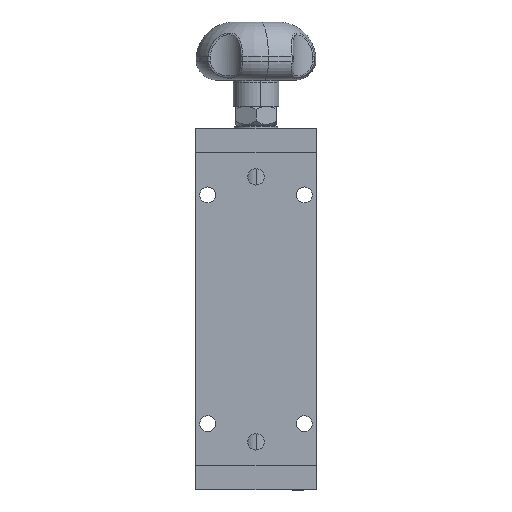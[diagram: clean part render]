
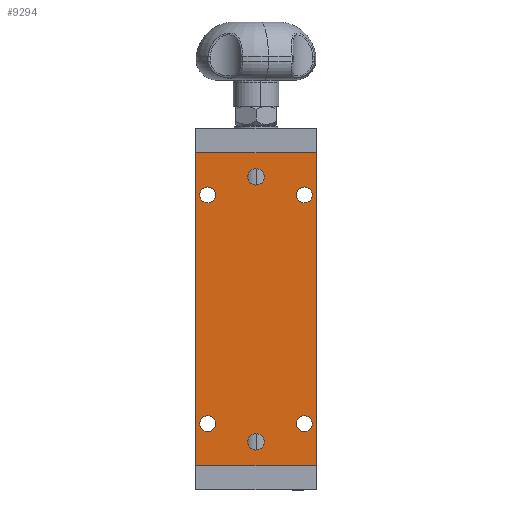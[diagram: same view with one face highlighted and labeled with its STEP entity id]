
A CAD part, front view. The second image highlights one B-rep face of the part: STEP entity #9294.
In plain terms, the highlighted planar face has unit normal (0, -1, 0).
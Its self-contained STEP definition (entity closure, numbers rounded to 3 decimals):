
#1805 = DIRECTION ( 'NONE',  ( 0., 1., 0. ) ) ;
#1812 = DIRECTION ( 'NONE',  ( 0., 0., 1. ) ) ;
#1851 = CARTESIAN_POINT ( 'NONE',  ( -88.61, -81.075, -93.376 ) ) ;
#1854 = DIRECTION ( 'NONE',  ( 0., 0., 1. ) ) ;
#1895 = DIRECTION ( 'NONE',  ( 0., 1., 0. ) ) ;
#1911 = DIRECTION ( 'NONE',  ( 0., 0., 1. ) ) ;
#1917 = CARTESIAN_POINT ( 'NONE',  ( -83.61, -81.075, 19.124 ) ) ;
#1952 = CARTESIAN_POINT ( 'NONE',  ( -83.61, -81.075, 19.124 ) ) ;
#1987 = VERTEX_POINT ( 'NONE', #3781 ) ;
#1995 = VERTEX_POINT ( 'NONE', #3789 ) ;
#1996 = VERTEX_POINT ( 'NONE', #3790 ) ;
#1997 = VERTEX_POINT ( 'NONE', #3833 ) ;
#1998 = VERTEX_POINT ( 'NONE', #3791 ) ;
#1999 = VERTEX_POINT ( 'NONE', #3844 ) ;
#2000 = VERTEX_POINT ( 'NONE', #3847 ) ;
#2010 = CIRCLE ( 'NONE', #8741, 3.3 ) ;
#2264 = VERTEX_POINT ( 'NONE', #3779 ) ;
#2276 = CIRCLE ( 'NONE', #8688, 3.4 ) ;
#2289 = CIRCLE ( 'NONE', #8690, 3.3 ) ;
#2315 = CIRCLE ( 'NONE', #8703, 3.3 ) ;
#2322 = CIRCLE ( 'NONE', #8706, 3.3 ) ;
#2358 = CIRCLE ( 'NONE', #8718, 3.3 ) ;
#2403 = LINE ( 'NONE', #1851, #2410 ) ;
#2410 = VECTOR ( 'NONE', #1854, 1000. ) ;
#2491 = VERTEX_POINT ( 'NONE', #3893 ) ;
#2502 = VERTEX_POINT ( 'NONE', #3738 ) ;
#2509 = VERTEX_POINT ( 'NONE', #3853 ) ;
#2510 = VERTEX_POINT ( 'NONE', #3849 ) ;
#2765 = VERTEX_POINT ( 'NONE', #3770 ) ;
#2770 = VERTEX_POINT ( 'NONE', #3881 ) ;
#3518 = VERTEX_POINT ( 'NONE', #7521 ) ;
#3519 = VERTEX_POINT ( 'NONE', #7526 ) ;
#3578 = ORIENTED_EDGE ( 'NONE', *, *, #6481, .T. ) ;
#3579 = ORIENTED_EDGE ( 'NONE', *, *, #9104, .T. ) ;
#3586 = ORIENTED_EDGE ( 'NONE', *, *, #9385, .F. ) ;
#3596 = ORIENTED_EDGE ( 'NONE', *, *, #9105, .F. ) ;
#3622 = ORIENTED_EDGE ( 'NONE', *, *, #6299, .T. ) ;
#3738 = CARTESIAN_POINT ( 'NONE',  ( -88.61, -81.075, -93.376 ) ) ;
#3770 = CARTESIAN_POINT ( 'NONE',  ( -83.61, -81.075, 22.424 ) ) ;
#3779 = CARTESIAN_POINT ( 'NONE',  ( -83.61, -81.075, 15.824 ) ) ;
#3781 = CARTESIAN_POINT ( 'NONE',  ( -43.61, -81.075, -79.176 ) ) ;
#3789 = CARTESIAN_POINT ( 'NONE',  ( -63.61, -81.075, 23.224 ) ) ;
#3790 = CARTESIAN_POINT ( 'NONE',  ( -63.61, -81.075, 30.024 ) ) ;
#3791 = CARTESIAN_POINT ( 'NONE',  ( -43.61, -81.075, 15.824 ) ) ;
#3833 = CARTESIAN_POINT ( 'NONE',  ( -43.61, -81.075, 22.424 ) ) ;
#3844 = CARTESIAN_POINT ( 'NONE',  ( -63.61, -81.075, -86.776 ) ) ;
#3847 = CARTESIAN_POINT ( 'NONE',  ( -63.61, -81.075, -79.976 ) ) ;
#3849 = CARTESIAN_POINT ( 'NONE',  ( -38.61, -81.075, 36.624 ) ) ;
#3853 = CARTESIAN_POINT ( 'NONE',  ( -38.61, -81.075, -93.376 ) ) ;
#3881 = CARTESIAN_POINT ( 'NONE',  ( -88.61, -81.075, 36.624 ) ) ;
#3893 = CARTESIAN_POINT ( 'NONE',  ( -43.61, -81.075, -72.576 ) ) ;
#5501 = EDGE_LOOP ( 'NONE', ( #3596, #8634 ) ) ;
#5502 = EDGE_LOOP ( 'NONE', ( #8585, #8591 ) ) ;
#5504 = EDGE_LOOP ( 'NONE', ( #3579, #3622 ) ) ;
#5505 = EDGE_LOOP ( 'NONE', ( #8635, #8586 ) ) ;
#5672 = EDGE_LOOP ( 'NONE', ( #3586, #8579, #8638, #8602 ) ) ;
#5704 = EDGE_LOOP ( 'NONE', ( #8628, #8618 ) ) ;
#5706 = EDGE_LOOP ( 'NONE', ( #3578, #8580 ) ) ;
#6293 = EDGE_CURVE ( 'NONE', #2000, #1999, #2276, .T. ) ;
#6299 = EDGE_CURVE ( 'NONE', #3518, #3519, #2289, .T. ) ;
#6324 = EDGE_CURVE ( 'NONE', #1998, #1997, #2315, .T. ) ;
#6332 = EDGE_CURVE ( 'NONE', #1987, #2491, #2322, .T. ) ;
#6396 = EDGE_CURVE ( 'NONE', #2264, #2765, #2358, .T. ) ;
#6468 = EDGE_CURVE ( 'NONE', #2502, #2770, #2403, .T. ) ;
#6481 = EDGE_CURVE ( 'NONE', #2765, #2264, #2010, .T. ) ;
#6743 = CIRCLE ( 'NONE', #9731, 3.4 ) ;
#6745 = CIRCLE ( 'NONE', #9730, 3.3 ) ;
#6746 = CIRCLE ( 'NONE', #9732, 3.3 ) ;
#6750 = CIRCLE ( 'NONE', #9736, 3.4 ) ;
#6849 = FACE_BOUND ( 'NONE', #5501, .T. ) ;
#6859 = FACE_BOUND ( 'NONE', #5502, .T. ) ;
#6863 = FACE_BOUND ( 'NONE', #5505, .T. ) ;
#6865 = FACE_BOUND ( 'NONE', #5504, .T. ) ;
#6866 = FACE_BOUND ( 'NONE', #5704, .T. ) ;
#6867 = FACE_BOUND ( 'NONE', #5706, .T. ) ;
#6869 = FACE_OUTER_BOUND ( 'NONE', #5672, .T. ) ;
#7099 = CARTESIAN_POINT ( 'NONE',  ( -83.61, -81.075, -75.876 ) ) ;
#7100 = DIRECTION ( 'NONE',  ( 0., 1., 0. ) ) ;
#7101 = DIRECTION ( 'NONE',  ( 0., 0., 1. ) ) ;
#7102 = CARTESIAN_POINT ( 'NONE',  ( -63.61, -81.075, -83.376 ) ) ;
#7104 = DIRECTION ( 'NONE',  ( 0., -1., 0. ) ) ;
#7105 = DIRECTION ( 'NONE',  ( 0., 0., -1. ) ) ;
#7106 = CARTESIAN_POINT ( 'NONE',  ( -43.61, -81.075, 19.124 ) ) ;
#7107 = DIRECTION ( 'NONE',  ( 0., 1., 0. ) ) ;
#7108 = DIRECTION ( 'NONE',  ( 0., 0., 1. ) ) ;
#7122 = CARTESIAN_POINT ( 'NONE',  ( -63.61, -81.075, 26.624 ) ) ;
#7123 = DIRECTION ( 'NONE',  ( 0., -1., 0. ) ) ;
#7124 = DIRECTION ( 'NONE',  ( 0., 0., -1. ) ) ;
#7368 = DIRECTION ( 'NONE',  ( 0., -1., 0. ) ) ;
#7371 = PLANE ( 'NONE',  #8323 ) ;
#7373 = CARTESIAN_POINT ( 'NONE',  ( -88.61, -81.075, -93.376 ) ) ;
#7374 = DIRECTION ( 'NONE',  ( 0., 0., -1. ) ) ;
#7521 = CARTESIAN_POINT ( 'NONE',  ( -83.61, -81.075, -79.176 ) ) ;
#7526 = CARTESIAN_POINT ( 'NONE',  ( -83.61, -81.075, -72.576 ) ) ;
#7630 = DIRECTION ( 'NONE',  ( 0., -1., 0. ) ) ;
#7632 = CARTESIAN_POINT ( 'NONE',  ( -63.61, -81.075, -83.376 ) ) ;
#7633 = DIRECTION ( 'NONE',  ( 0., 0., -1. ) ) ;
#7677 = DIRECTION ( 'NONE',  ( 0., 0., 1. ) ) ;
#7678 = DIRECTION ( 'NONE',  ( 0., 1., 0. ) ) ;
#7679 = CARTESIAN_POINT ( 'NONE',  ( -83.61, -81.075, -75.876 ) ) ;
#7973 = DIRECTION ( 'NONE',  ( 0., 1., 0. ) ) ;
#7976 = CARTESIAN_POINT ( 'NONE',  ( -43.61, -81.075, -75.876 ) ) ;
#7977 = DIRECTION ( 'NONE',  ( 0., 0., 1. ) ) ;
#7989 = DIRECTION ( 'NONE',  ( 0., 0., 1. ) ) ;
#7996 = DIRECTION ( 'NONE',  ( 0., 1., 0. ) ) ;
#8001 = CARTESIAN_POINT ( 'NONE',  ( -43.61, -81.075, 19.124 ) ) ;
#8323 = AXIS2_PLACEMENT_3D ( 'NONE', #7373, #7368, #7374 ) ;
#8334 = AXIS2_PLACEMENT_3D ( 'NONE', #9402, #9403, #9404 ) ;
#8354 = AXIS2_PLACEMENT_3D ( 'NONE', #9591, #9592, #9593 ) ;
#8579 = ORIENTED_EDGE ( 'NONE', *, *, #6468, .F. ) ;
#8580 = ORIENTED_EDGE ( 'NONE', *, *, #6396, .T. ) ;
#8585 = ORIENTED_EDGE ( 'NONE', *, *, #9396, .T. ) ;
#8586 = ORIENTED_EDGE ( 'NONE', *, *, #9312, .F. ) ;
#8591 = ORIENTED_EDGE ( 'NONE', *, *, #6332, .T. ) ;
#8602 = ORIENTED_EDGE ( 'NONE', *, *, #9346, .T. ) ;
#8618 = ORIENTED_EDGE ( 'NONE', *, *, #6324, .T. ) ;
#8628 = ORIENTED_EDGE ( 'NONE', *, *, #9106, .T. ) ;
#8634 = ORIENTED_EDGE ( 'NONE', *, *, #6293, .F. ) ;
#8635 = ORIENTED_EDGE ( 'NONE', *, *, #9110, .F. ) ;
#8638 = ORIENTED_EDGE ( 'NONE', *, *, #9384, .T. ) ;
#8688 = AXIS2_PLACEMENT_3D ( 'NONE', #7632, #7630, #7633 ) ;
#8690 = AXIS2_PLACEMENT_3D ( 'NONE', #7679, #7678, #7677 ) ;
#8703 = AXIS2_PLACEMENT_3D ( 'NONE', #8001, #7996, #7989 ) ;
#8706 = AXIS2_PLACEMENT_3D ( 'NONE', #7976, #7973, #7977 ) ;
#8718 = AXIS2_PLACEMENT_3D ( 'NONE', #1952, #1895, #1911 ) ;
#8741 = AXIS2_PLACEMENT_3D ( 'NONE', #1917, #1805, #1812 ) ;
#9104 = EDGE_CURVE ( 'NONE', #3519, #3518, #6745, .T. ) ;
#9105 = EDGE_CURVE ( 'NONE', #1999, #2000, #6743, .T. ) ;
#9106 = EDGE_CURVE ( 'NONE', #1997, #1998, #6746, .T. ) ;
#9110 = EDGE_CURVE ( 'NONE', #1995, #1996, #6750, .T. ) ;
#9115 = CIRCLE ( 'NONE', #8334, 3.4 ) ;
#9166 = LINE ( 'NONE', #9489, #9168 ) ;
#9168 = VECTOR ( 'NONE', #9490, 1000. ) ;
#9169 = LINE ( 'NONE', #9509, #9175 ) ;
#9174 = LINE ( 'NONE', #9511, #9177 ) ;
#9175 = VECTOR ( 'NONE', #9510, 1000. ) ;
#9177 = VECTOR ( 'NONE', #9512, 1000. ) ;
#9186 = CIRCLE ( 'NONE', #8354, 3.3 ) ;
#9294 = ADVANCED_FACE ( 'NONE', ( #6849, #6863, #6866, #6859, #6867, #6865, #6869 ), #7371, .T. ) ;
#9312 = EDGE_CURVE ( 'NONE', #1996, #1995, #9115, .T. ) ;
#9346 = EDGE_CURVE ( 'NONE', #2509, #2510, #9166, .T. ) ;
#9384 = EDGE_CURVE ( 'NONE', #2502, #2509, #9169, .T. ) ;
#9385 = EDGE_CURVE ( 'NONE', #2770, #2510, #9174, .T. ) ;
#9396 = EDGE_CURVE ( 'NONE', #2491, #1987, #9186, .T. ) ;
#9402 = CARTESIAN_POINT ( 'NONE',  ( -63.61, -81.075, 26.624 ) ) ;
#9403 = DIRECTION ( 'NONE',  ( 0., -1., 0. ) ) ;
#9404 = DIRECTION ( 'NONE',  ( 0., 0., -1. ) ) ;
#9489 = CARTESIAN_POINT ( 'NONE',  ( -38.61, -81.075, -93.376 ) ) ;
#9490 = DIRECTION ( 'NONE',  ( 0., 0., 1. ) ) ;
#9509 = CARTESIAN_POINT ( 'NONE',  ( -88.61, -81.075, -93.376 ) ) ;
#9510 = DIRECTION ( 'NONE',  ( 1., 0., 0. ) ) ;
#9511 = CARTESIAN_POINT ( 'NONE',  ( -88.61, -81.075, 36.624 ) ) ;
#9512 = DIRECTION ( 'NONE',  ( 1., 0., 0. ) ) ;
#9591 = CARTESIAN_POINT ( 'NONE',  ( -43.61, -81.075, -75.876 ) ) ;
#9592 = DIRECTION ( 'NONE',  ( 0., 1., 0. ) ) ;
#9593 = DIRECTION ( 'NONE',  ( 0., 0., 1. ) ) ;
#9730 = AXIS2_PLACEMENT_3D ( 'NONE', #7099, #7100, #7101 ) ;
#9731 = AXIS2_PLACEMENT_3D ( 'NONE', #7102, #7104, #7105 ) ;
#9732 = AXIS2_PLACEMENT_3D ( 'NONE', #7106, #7107, #7108 ) ;
#9736 = AXIS2_PLACEMENT_3D ( 'NONE', #7122, #7123, #7124 ) ;
